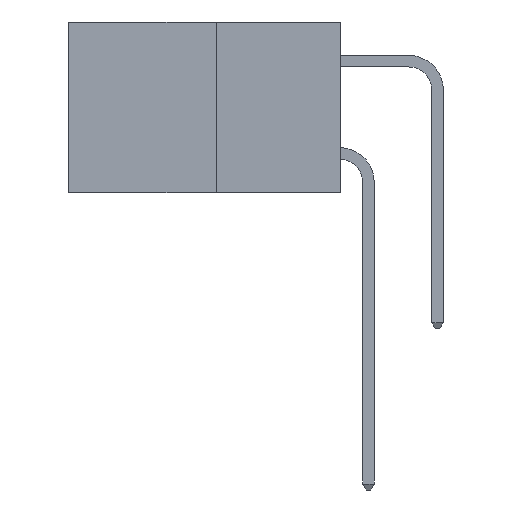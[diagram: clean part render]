
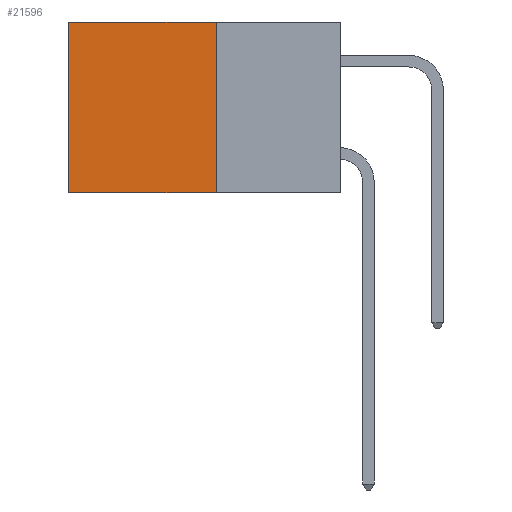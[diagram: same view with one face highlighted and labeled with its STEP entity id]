
A CAD part, left-side view. The second image highlights one B-rep face of the part: STEP entity #21596.
In plain terms, the highlighted planar face has unit normal (-1, 0, 0).
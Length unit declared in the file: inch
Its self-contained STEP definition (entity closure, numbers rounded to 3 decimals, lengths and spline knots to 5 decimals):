
#1330 = CARTESIAN_POINT ( 'NONE',  ( 0.277, 0.59, 0. ) ) ;
#2707 = EDGE_CURVE ( 'NONE', #21632, #10780, #16870, .T. ) ;
#3262 = ORIENTED_EDGE ( 'NONE', *, *, #14780, .F. ) ;
#3440 = LINE ( 'NONE', #17510, #21592 ) ;
#3461 = EDGE_CURVE ( 'NONE', #18297, #14620, #11160, .T. ) ;
#4246 = PLANE ( 'NONE',  #19534 ) ;
#4252 = CARTESIAN_POINT ( 'NONE',  ( 0.277, 0.27, -0.37 ) ) ;
#4297 = FACE_OUTER_BOUND ( 'NONE', #9310, .T. ) ;
#5056 = ORIENTED_EDGE ( 'NONE', *, *, #2707, .T. ) ;
#5722 = VECTOR ( 'NONE', #17058, 39.37008 ) ;
#5754 = VECTOR ( 'NONE', #17614, 39.37008 ) ;
#6110 = CARTESIAN_POINT ( 'NONE',  ( 0.277, 0.27, -0.37 ) ) ;
#7960 = DIRECTION ( 'NONE',  ( 0., 0., -1. ) ) ;
#8044 = CARTESIAN_POINT ( 'NONE',  ( 0.277, 0.59, -0.37 ) ) ;
#9310 = EDGE_LOOP ( 'NONE', ( #20592, #22836, #3262, #5056 ) ) ;
#10258 = DIRECTION ( 'NONE',  ( 0., 0., -1. ) ) ;
#10780 = VERTEX_POINT ( 'NONE', #1330 ) ;
#10973 = CARTESIAN_POINT ( 'NONE',  ( 0.277, 0.27, -0.37 ) ) ;
#11160 = LINE ( 'NONE', #4252, #5754 ) ;
#12067 = VECTOR ( 'NONE', #18148, 39.37008 ) ;
#13503 = CARTESIAN_POINT ( 'NONE',  ( 0.277, 0.59, -0.37 ) ) ;
#14620 = VERTEX_POINT ( 'NONE', #13503 ) ;
#14780 = EDGE_CURVE ( 'NONE', #21632, #18297, #3440, .T. ) ;
#15366 = LINE ( 'NONE', #8044, #5722 ) ;
#16323 = CARTESIAN_POINT ( 'NONE',  ( 0.277, 0.27, 0. ) ) ;
#16870 = LINE ( 'NONE', #16323, #12067 ) ;
#17058 = DIRECTION ( 'NONE',  ( 0., 0., -1. ) ) ;
#17510 = CARTESIAN_POINT ( 'NONE',  ( 0.277, 0.27, -0.37 ) ) ;
#17614 = DIRECTION ( 'NONE',  ( 0., 1., 0. ) ) ;
#18148 = DIRECTION ( 'NONE',  ( 0., 1., 0. ) ) ;
#18297 = VERTEX_POINT ( 'NONE', #10973 ) ;
#18778 = DIRECTION ( 'NONE',  ( 1., 0., 0. ) ) ;
#19534 = AXIS2_PLACEMENT_3D ( 'NONE', #6110, #18778, #7960 ) ;
#20592 = ORIENTED_EDGE ( 'NONE', *, *, #22838, .T. ) ;
#20628 = CARTESIAN_POINT ( 'NONE',  ( 0.277, 0.27, 0. ) ) ;
#21592 = VECTOR ( 'NONE', #10258, 39.37008 ) ;
#21596 = ADVANCED_FACE ( 'NONE', ( #4297 ), #4246, .F. ) ;
#21632 = VERTEX_POINT ( 'NONE', #20628 ) ;
#22836 = ORIENTED_EDGE ( 'NONE', *, *, #3461, .F. ) ;
#22838 = EDGE_CURVE ( 'NONE', #10780, #14620, #15366, .T. ) ;
